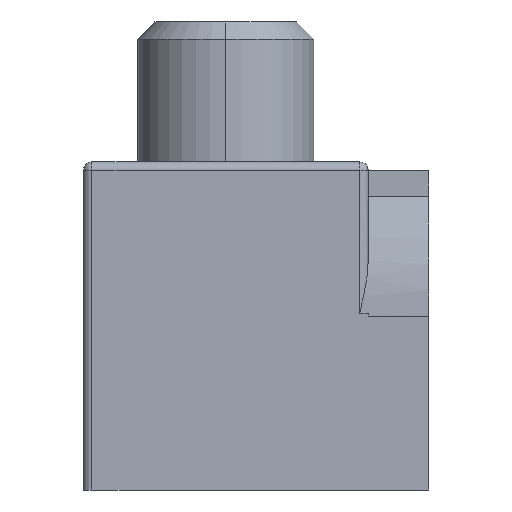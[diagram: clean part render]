
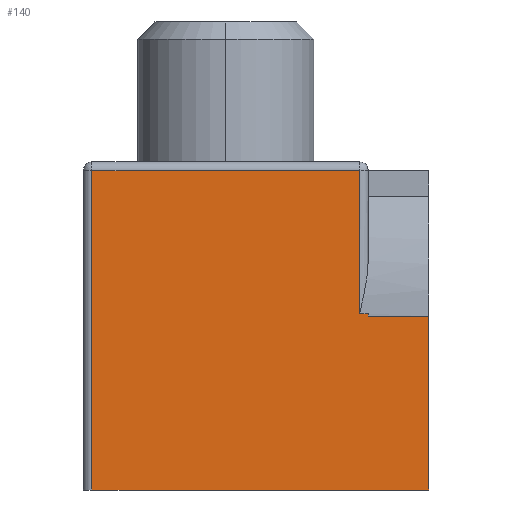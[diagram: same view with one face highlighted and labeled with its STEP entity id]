
A CAD part, front view. The second image highlights one B-rep face of the part: STEP entity #140.
In plain terms, the highlighted planar face has unit normal (0, -1, 0).
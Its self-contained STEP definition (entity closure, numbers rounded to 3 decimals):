
#140=ADVANCED_FACE('',(#306),#307,.T.);
#306=FACE_OUTER_BOUND('',#496,.T.);
#307=PLANE('',#497);
#496=EDGE_LOOP('',(#862,#863,#864,#865,#866,#867,#868,#869));
#497=AXIS2_PLACEMENT_3D('',#870,#871,#872);
#862=ORIENTED_EDGE('',*,*,#1235,.T.);
#863=ORIENTED_EDGE('',*,*,#1236,.F.);
#864=ORIENTED_EDGE('',*,*,#1126,.F.);
#865=ORIENTED_EDGE('',*,*,#1194,.T.);
#866=ORIENTED_EDGE('',*,*,#1237,.T.);
#867=ORIENTED_EDGE('',*,*,#1238,.F.);
#868=ORIENTED_EDGE('',*,*,#1239,.F.);
#869=ORIENTED_EDGE('',*,*,#1233,.T.);
#870=CARTESIAN_POINT('',(16.5,0.,27.0));
#871=DIRECTION('',(0.0,-1.0,0.0));
#872=DIRECTION('',(0.0,0.0,1.0));
#1126=EDGE_CURVE('',#1337,#1339,#1340,.T.);
#1194=EDGE_CURVE('',#1337,#1443,#1445,.T.);
#1233=EDGE_CURVE('',#1497,#1499,#1501,.T.);
#1235=EDGE_CURVE('',#1499,#1503,#1504,.T.);
#1236=EDGE_CURVE('',#1339,#1503,#1505,.T.);
#1237=EDGE_CURVE('',#1443,#1506,#1507,.T.);
#1238=EDGE_CURVE('',#1508,#1506,#1509,.T.);
#1239=EDGE_CURVE('',#1497,#1508,#1510,.T.);
#1337=VERTEX_POINT('',#1636);
#1339=VERTEX_POINT('',#1639);
#1340=LINE('',#1640,#1641);
#1443=VERTEX_POINT('',#1787);
#1445=LINE('',#1789,#1790);
#1497=VERTEX_POINT('',#1859);
#1499=VERTEX_POINT('',#1864);
#1501=LINE('',#1866,#1867);
#1503=VERTEX_POINT('',#1869);
#1504=LINE('',#1870,#1871);
#1505=LINE('',#1872,#1873);
#1506=VERTEX_POINT('',#1874);
#1507=B_SPLINE_CURVE_WITH_KNOTS('',3,(#1875,#1876,#1877,#1878),.UNSPECIFIED.,.F.,.F.,(4,4),(0.0,1.0),.UNSPECIFIED.);
#1508=VERTEX_POINT('',#1879);
#1509=B_SPLINE_CURVE_WITH_KNOTS('',3,(#1880,#1881,#1882,#1883),.UNSPECIFIED.,.F.,.F.,(4,4),(0.0,1.),.UNSPECIFIED.);
#1510=LINE('',#1884,#1885);
#1636=CARTESIAN_POINT('',(20.,0.,0.0));
#1639=CARTESIAN_POINT('',(0.5,0.,0.0));
#1640=CARTESIAN_POINT('',(20.,0.,0.0));
#1641=VECTOR('',#2018,1.0);
#1787=CARTESIAN_POINT('',(20.,0.001,10.057));
#1789=CARTESIAN_POINT('',(20.,0.,27.0));
#1790=VECTOR('',#2092,1.0);
#1859=CARTESIAN_POINT('',(16.,0.,10.216));
#1864=CARTESIAN_POINT('',(16.,0.,18.5));
#1866=CARTESIAN_POINT('',(16.,0.,10.216));
#1867=VECTOR('',#2140,1.0);
#1869=CARTESIAN_POINT('',(0.5,0.,18.5));
#1870=CARTESIAN_POINT('',(16.,0.,18.5));
#1871=VECTOR('',#2141,1.0);
#1872=CARTESIAN_POINT('',(0.5,0.,0.0));
#1873=VECTOR('',#2142,1.0);
#1874=CARTESIAN_POINT('',(16.5,0.001,10.057));
#1875=CARTESIAN_POINT('',(20.,0.,10.057));
#1876=CARTESIAN_POINT('',(18.833,0.,10.057));
#1877=CARTESIAN_POINT('',(17.667,0.,10.057));
#1878=CARTESIAN_POINT('',(16.5,0.,10.057));
#1879=CARTESIAN_POINT('',(16.5,0.,10.216));
#1880=CARTESIAN_POINT('',(16.5,0.,10.216));
#1881=CARTESIAN_POINT('',(16.5,0.,10.163));
#1882=CARTESIAN_POINT('',(16.5,0.,10.11));
#1883=CARTESIAN_POINT('',(16.5,0.001,10.057));
#1884=CARTESIAN_POINT('',(16.,0.,10.216));
#1885=VECTOR('',#2143,1.0);
#2018=DIRECTION('',(-1.0,0.0,0.0));
#2092=DIRECTION('',(0.0,0.0,1.0));
#2140=DIRECTION('',(0.0,0.0,1.0));
#2141=DIRECTION('',(-1.0,0.0,0.0));
#2142=DIRECTION('',(0.0,0.0,1.0));
#2143=DIRECTION('',(1.0,0.0,0.0));
